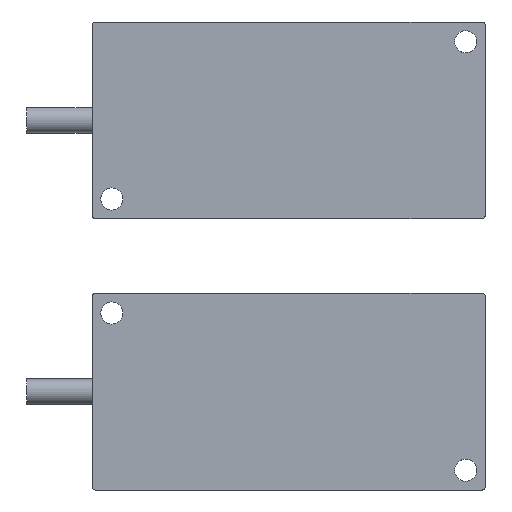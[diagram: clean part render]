
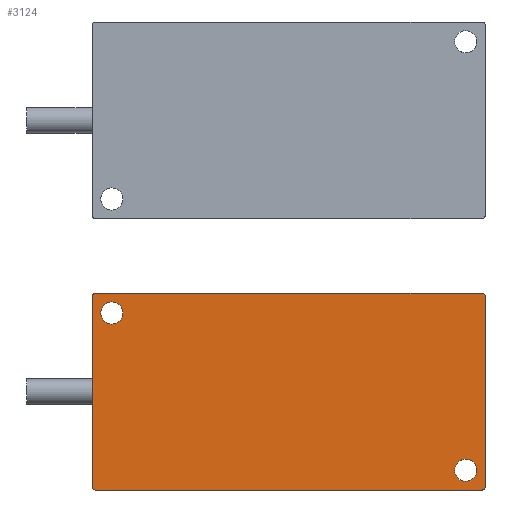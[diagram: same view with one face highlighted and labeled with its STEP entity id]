
A CAD part, front view. The second image highlights one B-rep face of the part: STEP entity #3124.
In plain terms, the highlighted planar face has unit normal (0, -1, 0).
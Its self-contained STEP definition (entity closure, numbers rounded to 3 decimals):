
#139=CARTESIAN_POINT('',(29.5,-8.2,12.));
#140=DIRECTION('',(0.,1.,0.));
#141=DIRECTION('',(0.,0.,1.));
#142=AXIS2_PLACEMENT_3D('',#139,#140,#141);
#144=CARTESIAN_POINT('',(29.5,-8.2,-17.));
#145=DIRECTION('',(0.,1.,0.));
#146=DIRECTION('',(1.,0.,0.));
#147=AXIS2_PLACEMENT_3D('',#144,#145,#146);
#149=CARTESIAN_POINT('',(-29.5,-8.2,-17.));
#150=DIRECTION('',(0.,1.,0.));
#151=DIRECTION('',(0.,0.,-1.));
#152=AXIS2_PLACEMENT_3D('',#149,#150,#151);
#154=CARTESIAN_POINT('',(-29.5,-8.2,12.));
#155=DIRECTION('',(0.,1.,0.));
#156=DIRECTION('',(-1.,0.,0.));
#157=AXIS2_PLACEMENT_3D('',#154,#155,#156);
#159=CARTESIAN_POINT('',(27.,-8.2,-14.5));
#160=DIRECTION('',(0.,-1.,0.));
#161=DIRECTION('',(-1.,0.,0.));
#162=AXIS2_PLACEMENT_3D('',#159,#160,#161);
#164=CARTESIAN_POINT('',(27.,-8.2,-14.5));
#165=DIRECTION('',(0.,-1.,0.));
#166=DIRECTION('',(0.,0.,-1.));
#167=AXIS2_PLACEMENT_3D('',#164,#165,#166);
#169=CARTESIAN_POINT('',(27.,-8.2,-14.5));
#170=DIRECTION('',(0.,-1.,0.));
#171=DIRECTION('',(1.,0.,0.));
#172=AXIS2_PLACEMENT_3D('',#169,#170,#171);
#174=CARTESIAN_POINT('',(27.,-8.2,-14.5));
#175=DIRECTION('',(0.,-1.,0.));
#176=DIRECTION('',(0.,0.,1.));
#177=AXIS2_PLACEMENT_3D('',#174,#175,#176);
#179=CARTESIAN_POINT('',(-27.,-8.2,9.5));
#180=DIRECTION('',(0.,-1.,0.));
#181=DIRECTION('',(-1.,0.,0.));
#182=AXIS2_PLACEMENT_3D('',#179,#180,#181);
#184=CARTESIAN_POINT('',(-27.,-8.2,9.5));
#185=DIRECTION('',(0.,-1.,0.));
#186=DIRECTION('',(1.,0.,0.));
#187=AXIS2_PLACEMENT_3D('',#184,#185,#186);
#197=DIRECTION('',(0.,0.,1.));
#198=VECTOR('',#197,29.);
#199=CARTESIAN_POINT('',(30.,-8.2,-17.));
#200=LINE('',#199,#198);
#255=DIRECTION('',(1.,0.,0.));
#256=VECTOR('',#255,59.);
#257=CARTESIAN_POINT('',(-29.5,-8.2,-17.5));
#258=LINE('',#257,#256);
#281=DIRECTION('',(0.,0.,-1.));
#282=VECTOR('',#281,29.);
#283=CARTESIAN_POINT('',(-30.,-8.2,12.));
#284=LINE('',#283,#282);
#355=DIRECTION('',(-1.,0.,0.));
#356=VECTOR('',#355,59.);
#357=CARTESIAN_POINT('',(29.5,-8.2,12.5));
#358=LINE('',#357,#356);
#2602=CARTESIAN_POINT('',(-29.5,-8.2,-17.5));
#2603=VERTEX_POINT('',#2602);
#2604=CARTESIAN_POINT('',(29.5,-8.2,-17.5));
#2605=VERTEX_POINT('',#2604);
#2610=CARTESIAN_POINT('',(-30.,-8.2,-17.));
#2611=VERTEX_POINT('',#2610);
#2612=CARTESIAN_POINT('',(29.5,-8.2,12.5));
#2613=CARTESIAN_POINT('',(30.,-8.2,12.));
#2614=VERTEX_POINT('',#2612);
#2615=VERTEX_POINT('',#2613);
#2616=CARTESIAN_POINT('',(30.,-8.2,-17.));
#2617=VERTEX_POINT('',#2616);
#2618=CARTESIAN_POINT('',(-30.,-8.2,12.));
#2619=VERTEX_POINT('',#2618);
#2620=CARTESIAN_POINT('',(-29.5,-8.2,12.5));
#2621=VERTEX_POINT('',#2620);
#2622=CARTESIAN_POINT('',(27.,-8.2,-16.2));
#2623=CARTESIAN_POINT('',(28.7,-8.2,-14.5));
#2624=VERTEX_POINT('',#2622);
#2625=VERTEX_POINT('',#2623);
#2626=CARTESIAN_POINT('',(25.3,-8.2,-14.5));
#2627=VERTEX_POINT('',#2626);
#2628=CARTESIAN_POINT('',(27.,-8.2,-12.8));
#2629=VERTEX_POINT('',#2628);
#2630=CARTESIAN_POINT('',(-28.7,-8.2,9.5));
#2631=CARTESIAN_POINT('',(-25.3,-8.2,9.5));
#2632=VERTEX_POINT('',#2630);
#2633=VERTEX_POINT('',#2631);
#3086=CARTESIAN_POINT('',(0.,-8.2,0.));
#3087=DIRECTION('',(0.,1.,0.));
#3088=DIRECTION('',(1.,0.,0.));
#3089=AXIS2_PLACEMENT_3D('',#3086,#3087,#3088);
#3090=PLANE('',#3089);
#3091=ORIENTED_EDGE('',*,*,#3076,.T.);
#3093=ORIENTED_EDGE('',*,*,#3092,.F.);
#3095=ORIENTED_EDGE('',*,*,#3094,.T.);
#3097=ORIENTED_EDGE('',*,*,#3096,.F.);
#3099=ORIENTED_EDGE('',*,*,#3098,.T.);
#3101=ORIENTED_EDGE('',*,*,#3100,.F.);
#3103=ORIENTED_EDGE('',*,*,#3102,.T.);
#3105=ORIENTED_EDGE('',*,*,#3104,.F.);
#3106=EDGE_LOOP('',(#3091,#3093,#3095,#3097,#3099,#3101,#3103,#3105));
#3107=FACE_OUTER_BOUND('',#3106,.F.);
#3109=ORIENTED_EDGE('',*,*,#3108,.T.);
#3111=ORIENTED_EDGE('',*,*,#3110,.T.);
#3113=ORIENTED_EDGE('',*,*,#3112,.T.);
#3115=ORIENTED_EDGE('',*,*,#3114,.T.);
#3116=EDGE_LOOP('',(#3109,#3111,#3113,#3115));
#3117=FACE_BOUND('',#3116,.F.);
#3119=ORIENTED_EDGE('',*,*,#3118,.T.);
#3121=ORIENTED_EDGE('',*,*,#3120,.T.);
#3122=EDGE_LOOP('',(#3119,#3121));
#3123=FACE_BOUND('',#3122,.F.);
#143=CIRCLE('',#142,0.5);
#148=CIRCLE('',#147,0.5);
#153=CIRCLE('',#152,0.5);
#158=CIRCLE('',#157,0.5);
#163=CIRCLE('',#162,1.7);
#168=CIRCLE('',#167,1.7);
#173=CIRCLE('',#172,1.7);
#178=CIRCLE('',#177,1.7);
#183=CIRCLE('',#182,1.7);
#188=CIRCLE('',#187,1.7);
#3076=EDGE_CURVE('',#2614,#2615,#143,.T.);
#3092=EDGE_CURVE('',#2617,#2615,#200,.T.);
#3094=EDGE_CURVE('',#2617,#2605,#148,.T.);
#3096=EDGE_CURVE('',#2603,#2605,#258,.T.);
#3098=EDGE_CURVE('',#2603,#2611,#153,.T.);
#3100=EDGE_CURVE('',#2619,#2611,#284,.T.);
#3102=EDGE_CURVE('',#2619,#2621,#158,.T.);
#3104=EDGE_CURVE('',#2614,#2621,#358,.T.);
#3108=EDGE_CURVE('',#2627,#2624,#163,.T.);
#3110=EDGE_CURVE('',#2624,#2625,#168,.T.);
#3112=EDGE_CURVE('',#2625,#2629,#173,.T.);
#3114=EDGE_CURVE('',#2629,#2627,#178,.T.);
#3118=EDGE_CURVE('',#2632,#2633,#183,.T.);
#3120=EDGE_CURVE('',#2633,#2632,#188,.T.);
#3124=ADVANCED_FACE('',(#3107,#3117,#3123),#3090,.F.);
